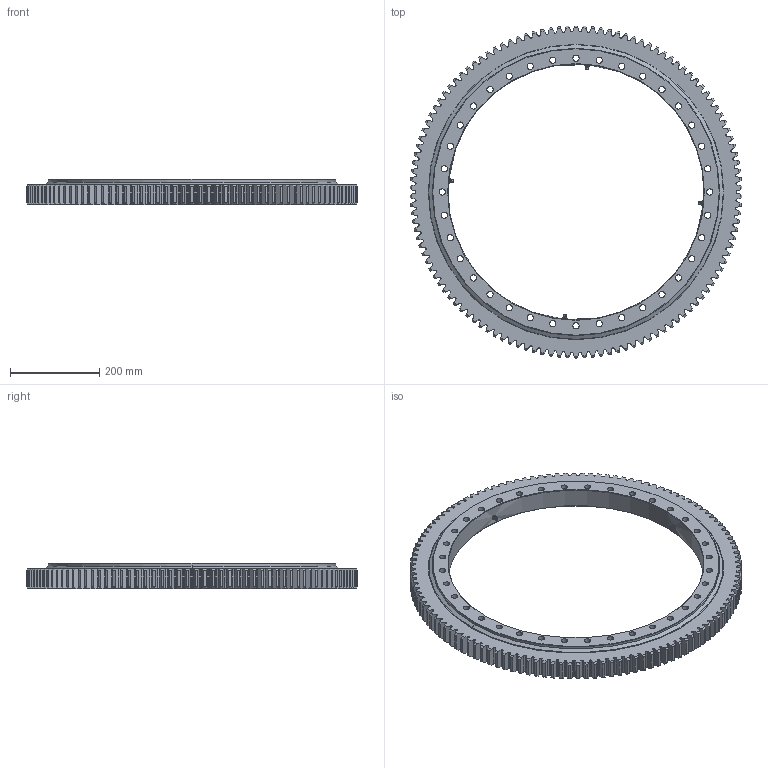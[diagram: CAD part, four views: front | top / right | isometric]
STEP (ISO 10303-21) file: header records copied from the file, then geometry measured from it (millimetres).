
FILE_DESCRIPTION (( 'STEP AP214' ), '1' );
FILE_NAME ('E.750.20.00.B.STEP', '2017-07-20T13:02:33', ( '' ), ( '' ), 'SwSTEP 2.0', 'SolidWorks 2015', '' );
FILE_SCHEMA (( 'AUTOMOTIVE_DESIGN' ));
Length unit declared in the file: millimetre
Products named in the file (7): Ball D20; C.742.B20B.A3N.0 - OR; C.742.B20B.A3N.0 - IR; E.750.20.00.B; Grease nipple M8x1mm; C.742.B20B.A3N.0 - OR Seal; C.742.B20B.A3N.0 - IR Seal
Assembly tree (94 placements, depth 2):
  E.750.20.00.B
    C.742.B20B.A3N.0 - IR
    C.742.B20B.A3N.0 - OR
    Ball D20  x86
    C.742.B20B.A3N.0 - IR Seal
    C.742.B20B.A3N.0 - OR Seal
    Grease nipple M8x1mm  x4
Bounding box: 742.17 x 742.3 x 56 mm (x, y, z)
Volume: 6551418.4 mm3; surface area: 1208632.4 mm2
Topology: 94 solids, 94 shells, 1832 faces, 5325 edges, 3487 vertices
Faces by surface type: bspline 610, cone 400, cylinder 304, plane 298, sphere 172, torus 48
Entity records: 56594 total; most frequent: CARTESIAN_POINT 18565, ORIENTED_EDGE 8890, DIRECTION 5690, EDGE_CURVE 4445, VERTEX_POINT 2933, AXIS2_PLACEMENT_3D 1978, B_SPLINE_CURVE_WITH_KNOTS 1780, VECTOR 1734
